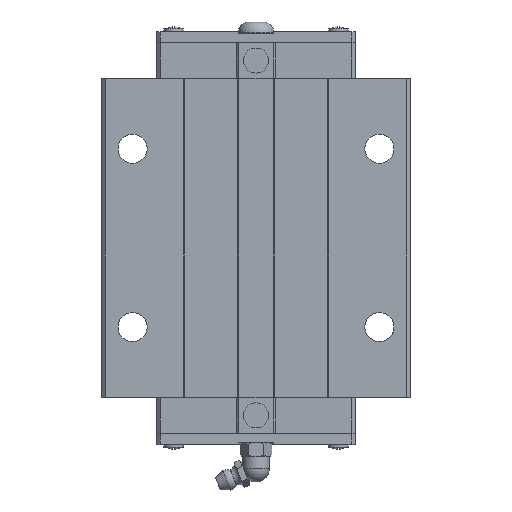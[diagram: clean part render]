
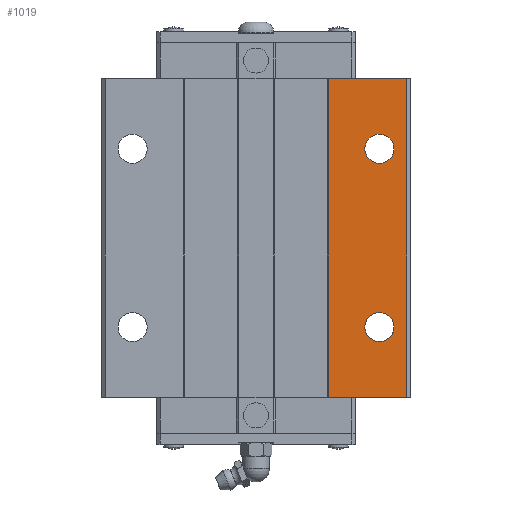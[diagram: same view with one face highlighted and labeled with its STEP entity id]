
A CAD part, top view. The second image highlights one B-rep face of the part: STEP entity #1019.
In plain terms, the highlighted planar face has unit normal (0, 0, 1).
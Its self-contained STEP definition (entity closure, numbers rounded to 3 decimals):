
#1019=ADVANCED_FACE('',(#2113,#2114,#2115),#2116,.T.);
#2113=FACE_OUTER_BOUND('',#3279,.T.);
#2114=FACE_BOUND('',#3280,.T.);
#2115=FACE_BOUND('',#3281,.T.);
#2116=PLANE('',#3282);
#3279=EDGE_LOOP('',(#6413,#6414,#6415,#6416));
#3280=EDGE_LOOP('',(#6417,#6418));
#3281=EDGE_LOOP('',(#6419,#6420));
#3282=AXIS2_PLACEMENT_3D('',#6421,#6422,#6423);
#6413=ORIENTED_EDGE('',*,*,#8159,.T.);
#6414=ORIENTED_EDGE('',*,*,#8088,.T.);
#6415=ORIENTED_EDGE('',*,*,#8165,.F.);
#6416=ORIENTED_EDGE('',*,*,#8140,.T.);
#6417=ORIENTED_EDGE('',*,*,#7004,.T.);
#6418=ORIENTED_EDGE('',*,*,#8166,.T.);
#6419=ORIENTED_EDGE('',*,*,#6999,.T.);
#6420=ORIENTED_EDGE('',*,*,#8167,.T.);
#6421=CARTESIAN_POINT('',(0.0,106.701,42.0));
#6422=DIRECTION('',(0.0,0.0,1.0));
#6423=DIRECTION('',(-1.0,0.0,0.0));
#6999=EDGE_CURVE('',#8378,#8384,#8386,.T.);
#7004=EDGE_CURVE('',#8389,#8393,#8395,.T.);
#8088=EDGE_CURVE('',#10006,#10004,#10007,.T.);
#8140=EDGE_CURVE('',#10096,#10094,#10097,.T.);
#8159=EDGE_CURVE('',#10094,#10006,#10120,.T.);
#8165=EDGE_CURVE('',#10096,#10004,#10126,.T.);
#8166=EDGE_CURVE('',#8393,#8389,#10127,.T.);
#8167=EDGE_CURVE('',#8384,#8378,#10128,.T.);
#8378=VERTEX_POINT('',#10399);
#8384=VERTEX_POINT('',#10406);
#8386=CIRCLE('',#10409,4.25);
#8389=VERTEX_POINT('',#10412);
#8393=VERTEX_POINT('',#10417);
#8395=CIRCLE('',#10420,4.25);
#10004=VERTEX_POINT('',#13765);
#10006=VERTEX_POINT('',#13768);
#10007=LINE('',#13769,#13770);
#10094=VERTEX_POINT('',#13899);
#10096=VERTEX_POINT('',#13902);
#10097=LINE('',#13903,#13904);
#10120=LINE('',#13939,#13940);
#10126=LINE('',#13948,#13949);
#10127=CIRCLE('',#13950,4.25);
#10128=CIRCLE('',#13951,4.25);
#10399=CARTESIAN_POINT('',(40.25,34.201,42.0));
#10406=CARTESIAN_POINT('',(31.75,34.201,42.0));
#10409=AXIS2_PLACEMENT_3D('',#14291,#14292,#14293);
#10412=CARTESIAN_POINT('',(40.25,86.201,42.0));
#10417=CARTESIAN_POINT('',(31.75,86.201,42.0));
#10420=AXIS2_PLACEMENT_3D('',#14299,#14300,#14301);
#13765=CARTESIAN_POINT('',(44.0,13.701,42.0));
#13768=CARTESIAN_POINT('',(21.25,13.701,42.0));
#13769=CARTESIAN_POINT('',(44.0,13.701,42.0));
#13770=VECTOR('',#15371,1.0);
#13899=CARTESIAN_POINT('',(21.25,106.701,42.0));
#13902=CARTESIAN_POINT('',(44.0,106.701,42.0));
#13903=CARTESIAN_POINT('',(44.0,106.701,42.0));
#13904=VECTOR('',#15421,1.0);
#13939=CARTESIAN_POINT('',(21.25,129.951,42.0));
#13940=VECTOR('',#15434,1.0);
#13948=CARTESIAN_POINT('',(44.0,106.701,42.0));
#13949=VECTOR('',#15437,1.0);
#13950=AXIS2_PLACEMENT_3D('',#15438,#15439,#15440);
#13951=AXIS2_PLACEMENT_3D('',#15441,#15442,#15443);
#14291=CARTESIAN_POINT('',(36.0,34.201,42.0));
#14292=DIRECTION('',(0.0,0.0,-1.0));
#14293=DIRECTION('',(1.0,0.0,0.0));
#14299=CARTESIAN_POINT('',(36.0,86.201,42.0));
#14300=DIRECTION('',(0.0,0.0,-1.0));
#14301=DIRECTION('',(1.0,0.0,0.0));
#15371=DIRECTION('',(1.0,0.0,0.0));
#15421=DIRECTION('',(-1.0,0.0,0.0));
#15434=DIRECTION('',(0.0,-1.0,0.0));
#15437=DIRECTION('',(0.0,-1.0,0.0));
#15438=CARTESIAN_POINT('',(36.0,86.201,42.0));
#15439=DIRECTION('',(0.0,0.0,-1.0));
#15440=DIRECTION('',(1.0,0.0,0.0));
#15441=CARTESIAN_POINT('',(36.0,34.201,42.0));
#15442=DIRECTION('',(0.0,0.0,-1.0));
#15443=DIRECTION('',(1.0,0.0,0.0));
